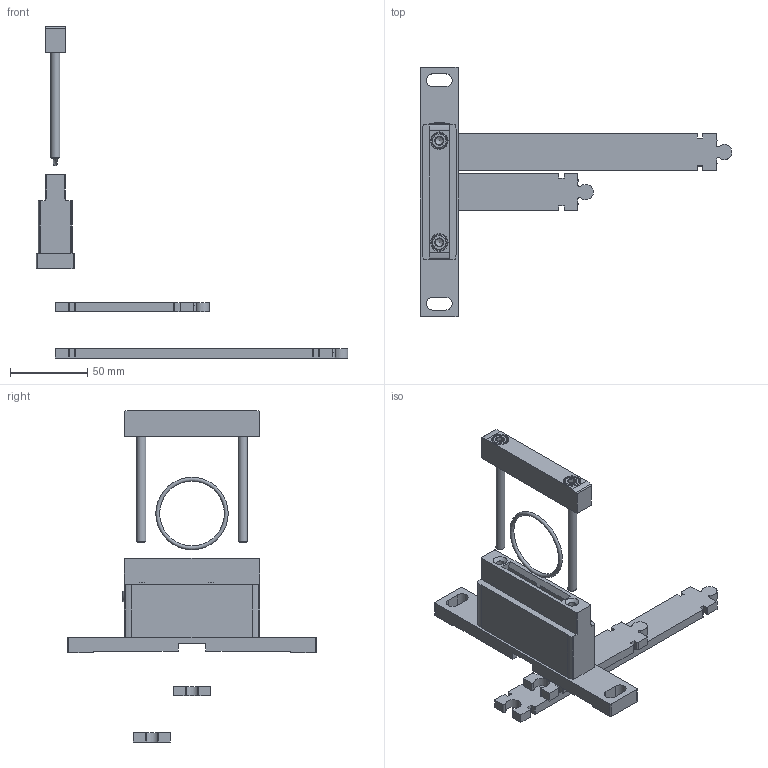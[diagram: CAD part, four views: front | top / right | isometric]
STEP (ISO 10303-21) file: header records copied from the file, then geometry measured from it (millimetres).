
FILE_DESCRIPTION(/* description */ ('STEP AP214'),/* implementation_level */ '2;1');
FILE_NAME(/* name */ '552948_MS9-WPM',/* time_stamp */ '2024-09-11T17:24:15+02:00',/* author */ ('License CC BY-ND 4.0'),/* organization */ ('CADENAS'),/* preprocessor_version */ 'ST-DEVELOPER v19.3',/* originating_system */ 'PARTsolutions',/* authorisation */ ' ');
FILE_SCHEMA (('AUTOMOTIVE_DESIGN {1 0 10303 214 3 1 1}'));
Length unit declared in the file: millimetre
Products named in the file (7): 552948 MS9-WPM; 723559MS9-WPM; DIN-912 - M6x80(F); 720037MS9-MV; 707218Connector; 707219Connector; 719595 B-42x2.5-N-NBR70
Assembly tree (7 placements, depth 2):
  552948 MS9-WPM
    723559MS9-WPM
    DIN-912 - M6x80(F)  x2
    720037MS9-MV
    707218Connector
    707219Connector
    719595 B-42x2.5-N-NBR70
Bounding box: 202.46 x 162 x 215.5 mm (x, y, z)
Volume: 98459.3 mm3; surface area: 67093.2 mm2
Topology: 7 solids, 7 shells, 409 faces, 1088 edges, 706 vertices
Faces by surface type: plane 244, cylinder 122, cone 34, torus 9
Full cylindrical faces by diameter (mm): 4.917 x2, 6 x2, 6.5 x2, 8 x4, 10 x2, 10.998 x1
Entity records: 12006 total; most frequent: CARTESIAN_POINT 2133, DIRECTION 2036, ORIENTED_EDGE 1990, EDGE_CURVE 995, LINE 684, VECTOR 684, AXIS2_PLACEMENT_3D 676, VERTEX_POINT 671
